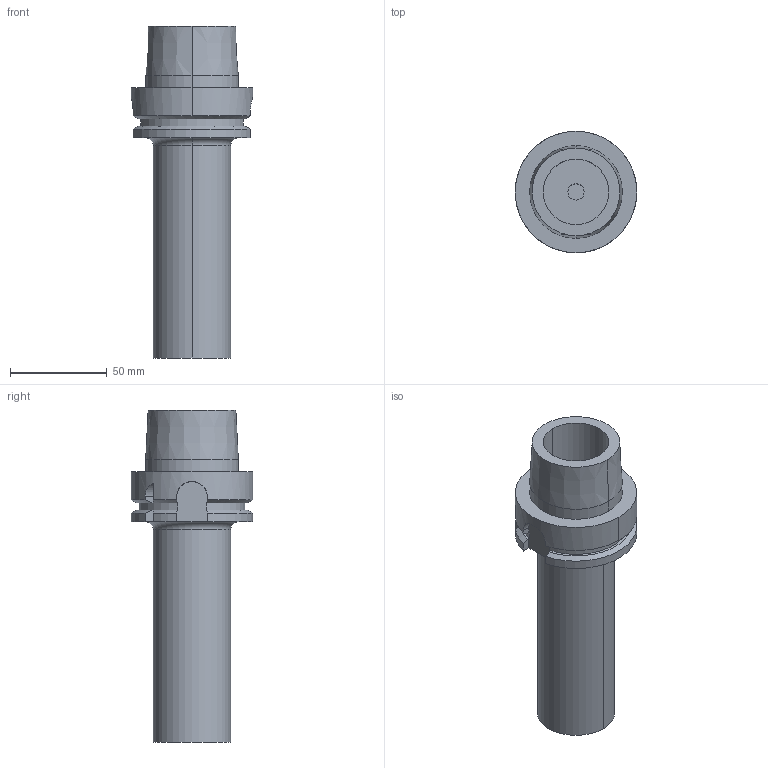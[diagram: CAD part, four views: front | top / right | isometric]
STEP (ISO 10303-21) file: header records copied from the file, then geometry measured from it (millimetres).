
FILE_DESCRIPTION((''),'2;1');
FILE_NAME('8419314037','2021-05-19T12:41:11',('thiemer'),(''),'CREO PARAMETRIC BY PTC INC, 2020053','CREO PARAMETRIC BY PTC INC, 2020053','');
FILE_SCHEMA(('AP242_MANAGED_MODEL_BASED_3D_ENGINEERING_MIM_LF { 1 0 10303 442 1 1 4 }'));
Length unit declared in the file: millimetre
Products named in the file (1): 8419314037
Bounding box: 63 x 63 x 172 mm (x, y, z)
Volume: 243678.9 mm3; surface area: 35094.6 mm2
Topology: 1 solids, 1 shells, 54 faces, 153 edges, 106 vertices
Faces by surface type: plane 25, cylinder 19, cone 8, torus 2
Entity records: 2630 total; most frequent: CARTESIAN_POINT 424, DIRECTION 335, ORIENTED_EDGE 280, PRESENTATION_STYLE_ASSIGNMENT 165, STYLED_ITEM 165, CURVE_STYLE 164, EDGE_CURVE 140, AXIS2_PLACEMENT_3D 121
